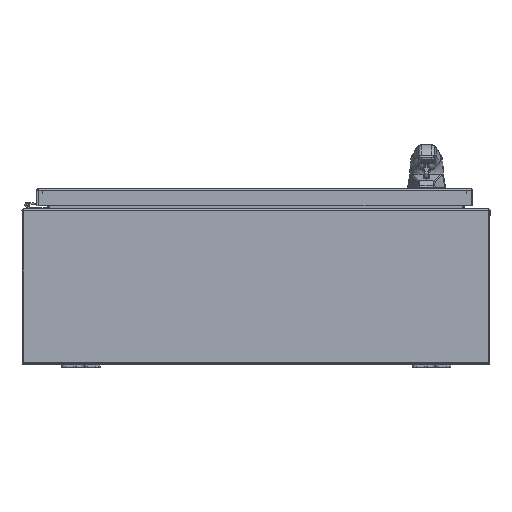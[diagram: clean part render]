
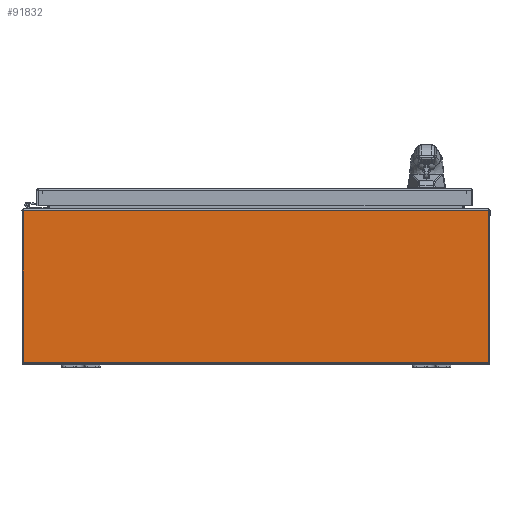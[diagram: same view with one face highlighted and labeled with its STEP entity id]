
A CAD part, front view. The second image highlights one B-rep face of the part: STEP entity #91832.
In plain terms, the highlighted planar face has unit normal (0, -1, 0).
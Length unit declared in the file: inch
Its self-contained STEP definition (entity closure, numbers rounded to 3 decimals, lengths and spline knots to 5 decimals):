
#4988 = LINE ( 'NONE', #80686, #7754 ) ;
#5405 = EDGE_CURVE ( 'NONE', #27409, #37384, #114318, .T. ) ;
#7754 = VECTOR ( 'NONE', #27215, 39.37008 ) ;
#10271 = VECTOR ( 'NONE', #23208, 39.37008 ) ;
#12696 = DIRECTION ( 'NONE',  ( 1., 0., 0. ) ) ;
#13447 = PLANE ( 'NONE',  #78165 ) ;
#13807 = CARTESIAN_POINT ( 'NONE',  ( 0., -12., 4.00948 ) ) ;
#15576 = ORIENTED_EDGE ( 'NONE', *, *, #100833, .T. ) ;
#15825 = ORIENTED_EDGE ( 'NONE', *, *, #41216, .F. ) ;
#16615 = CARTESIAN_POINT ( 'NONE',  ( -11.963, -12., 7.89475 ) ) ;
#17261 = EDGE_CURVE ( 'NONE', #48863, #27409, #86670, .T. ) ;
#18815 = EDGE_CURVE ( 'NONE', #30649, #48863, #111699, .T. ) ;
#21636 = DIRECTION ( 'NONE',  ( 0., 1., 0. ) ) ;
#22768 = DIRECTION ( 'NONE',  ( 1., 0., 0. ) ) ;
#23208 = DIRECTION ( 'NONE',  ( -1., 0., 0. ) ) ;
#25938 = CARTESIAN_POINT ( 'NONE',  ( 11.88277, -12., 0.10525 ) ) ;
#27215 = DIRECTION ( 'NONE',  ( -1., 0., 0. ) ) ;
#27409 = VERTEX_POINT ( 'NONE', #25938 ) ;
#30596 = CARTESIAN_POINT ( 'NONE',  ( 11.93789, -12., 0.06211 ) ) ;
#30649 = VERTEX_POINT ( 'NONE', #33073 ) ;
#32218 = ORIENTED_EDGE ( 'NONE', *, *, #18815, .T. ) ;
#32801 = DIRECTION ( 'NONE',  ( 0., 0., -1. ) ) ;
#33023 = VECTOR ( 'NONE', #32801, 39.37008 ) ;
#33073 = CARTESIAN_POINT ( 'NONE',  ( -11.963, -12., 0.12745 ) ) ;
#37384 = VERTEX_POINT ( 'NONE', #92575 ) ;
#38386 = VERTEX_POINT ( 'NONE', #16615 ) ;
#39188 = EDGE_CURVE ( 'NONE', #48683, #37384, #56839, .T. ) ;
#39689 = EDGE_LOOP ( 'NONE', ( #15576, #105874, #52098, #15825, #32218, #115442, #52547, #45415 ) ) ;
#40100 = AXIS2_PLACEMENT_3D ( 'NONE', #83169, #82629, #82395 ) ;
#41216 = EDGE_CURVE ( 'NONE', #30649, #38386, #60405, .T. ) ;
#42524 = CARTESIAN_POINT ( 'NONE',  ( 11.963, -12., 7.89475 ) ) ;
#45415 = ORIENTED_EDGE ( 'NONE', *, *, #39188, .F. ) ;
#48683 = VERTEX_POINT ( 'NONE', #112189 ) ;
#48863 = VERTEX_POINT ( 'NONE', #92807 ) ;
#52098 = ORIENTED_EDGE ( 'NONE', *, *, #113754, .T. ) ;
#52547 = ORIENTED_EDGE ( 'NONE', *, *, #5405, .T. ) ;
#54552 = LINE ( 'NONE', #85698, #81039 ) ;
#55089 = EDGE_CURVE ( 'NONE', #76666, #73271, #4988, .T. ) ;
#56839 = LINE ( 'NONE', #42524, #33023 ) ;
#57648 = VECTOR ( 'NONE', #105063, 39.37008 ) ;
#57731 = LINE ( 'NONE', #76731, #10271 ) ;
#58807 = DIRECTION ( 'NONE',  ( -1., 0., 0. ) ) ;
#60405 = LINE ( 'NONE', #97604, #57648 ) ;
#73271 = VERTEX_POINT ( 'NONE', #98525 ) ;
#76284 = DIRECTION ( 'NONE',  ( 0., 1., 0. ) ) ;
#76666 = VERTEX_POINT ( 'NONE', #83673 ) ;
#76731 = CARTESIAN_POINT ( 'NONE',  ( 11.963, -12., 7.89475 ) ) ;
#78165 = AXIS2_PLACEMENT_3D ( 'NONE', #13807, #76284, #22768 ) ;
#80686 = CARTESIAN_POINT ( 'NONE',  ( 11.91495, -12., 7.89475 ) ) ;
#81039 = VECTOR ( 'NONE', #58807, 39.37008 ) ;
#81883 = AXIS2_PLACEMENT_3D ( 'NONE', #30596, #21636, #12696 ) ;
#82395 = DIRECTION ( 'NONE',  ( 1., 0., 0. ) ) ;
#82629 = DIRECTION ( 'NONE',  ( 0., 1., 0. ) ) ;
#83169 = CARTESIAN_POINT ( 'NONE',  ( -11.93789, -12., 0.06211 ) ) ;
#83673 = CARTESIAN_POINT ( 'NONE',  ( 11.91495, -12., 7.89475 ) ) ;
#83884 = VECTOR ( 'NONE', #110496, 39.37008 ) ;
#85698 = CARTESIAN_POINT ( 'NONE',  ( -11.91495, -12., 7.89475 ) ) ;
#86670 = LINE ( 'NONE', #111161, #83884 ) ;
#91832 = ADVANCED_FACE ( 'NONE', ( #111491 ), #13447, .F. ) ;
#92575 = CARTESIAN_POINT ( 'NONE',  ( 11.963, -12., 0.12745 ) ) ;
#92807 = CARTESIAN_POINT ( 'NONE',  ( -11.88277, -12., 0.10525 ) ) ;
#97604 = CARTESIAN_POINT ( 'NONE',  ( -11.963, -12., 0.12745 ) ) ;
#98525 = CARTESIAN_POINT ( 'NONE',  ( -11.91495, -12., 7.89475 ) ) ;
#100833 = EDGE_CURVE ( 'NONE', #48683, #76666, #57731, .T. ) ;
#105063 = DIRECTION ( 'NONE',  ( 0., 0., 1. ) ) ;
#105874 = ORIENTED_EDGE ( 'NONE', *, *, #55089, .T. ) ;
#110496 = DIRECTION ( 'NONE',  ( 1., 0., 0. ) ) ;
#111161 = CARTESIAN_POINT ( 'NONE',  ( -11.88277, -12., 0.10525 ) ) ;
#111491 = FACE_OUTER_BOUND ( 'NONE', #39689, .T. ) ;
#111699 = CIRCLE ( 'NONE', #40100, 0.07 ) ;
#112189 = CARTESIAN_POINT ( 'NONE',  ( 11.963, -12., 7.89475 ) ) ;
#113754 = EDGE_CURVE ( 'NONE', #73271, #38386, #54552, .T. ) ;
#114318 = CIRCLE ( 'NONE', #81883, 0.07 ) ;
#115442 = ORIENTED_EDGE ( 'NONE', *, *, #17261, .T. ) ;
